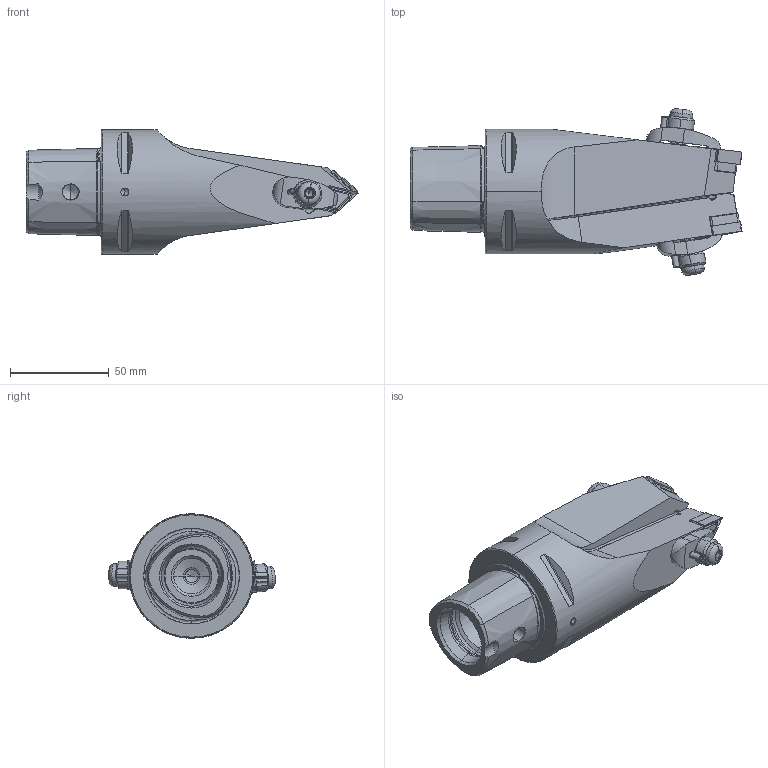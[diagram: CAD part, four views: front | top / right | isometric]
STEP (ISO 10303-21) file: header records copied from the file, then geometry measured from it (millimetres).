
FILE_DESCRIPTION (( 'STEP AP214' ), '1' );
FILE_NAME ('PS6.KCE.NXD.130.STEP', '2021-11-23T08:35:28', ( '' ), ( '' ), 'SwSTEP 2.0', 'SolidWorks 2017', '' );
FILE_SCHEMA (( 'AUTOMOTIVE_DESIGN' ));
Length unit declared in the file: millimetre
Products named in the file (14): CNMG160604; PS6-KCE.NXD.130_A; WDF-ER2.101.004_A; WCC-ER5.102.012_B; WCE-ER2.101.004_A; WCE-ER2.001.012_A; DNMG150404; WCC-ER2.001.010_A; ISO 13337 - 3 x 12_PreviewCfg; WCC-ER3.102.024_C; WCC-ER3.102.029_C; WCC-ER5.102.005_A; PS6.KCE.NXD.130; WCC-ER4.103.032_A
Assembly tree (17 placements, depth 2):
  PS6.KCE.NXD.130
    PS6-KCE.NXD.130_A
    WCE-ER2.001.012_A
    WCC-ER3.102.029_C
    WCC-ER4.103.032_A  x2
    WCC-ER5.102.005_A  x2
    WCC-ER5.102.012_B  x2
    WCC-ER3.102.024_C
    WCE-ER2.101.004_A
    WCC-ER2.001.010_A
    WDF-ER2.101.004_A
    ISO 13337 - 3 x 12_PreviewCfg  x2
    DNMG150404
    CNMG160604
Bounding box: 168.01 x 84.31 x 63 mm (x, y, z)
Volume: 284236 mm3; surface area: 49930 mm2
Topology: 17 solids, 17 shells, 658 faces, 1612 edges, 974 vertices
Faces by surface type: cylinder 217, plane 173, cone 159, torus 85, bspline 24
Entity records: 19295 total; most frequent: CARTESIAN_POINT 5487, DIRECTION 2754, ORIENTED_EDGE 2732, EDGE_CURVE 1366, AXIS2_PLACEMENT_3D 1094, VERTEX_POINT 842, EDGE_LOOP 606, LINE 566
